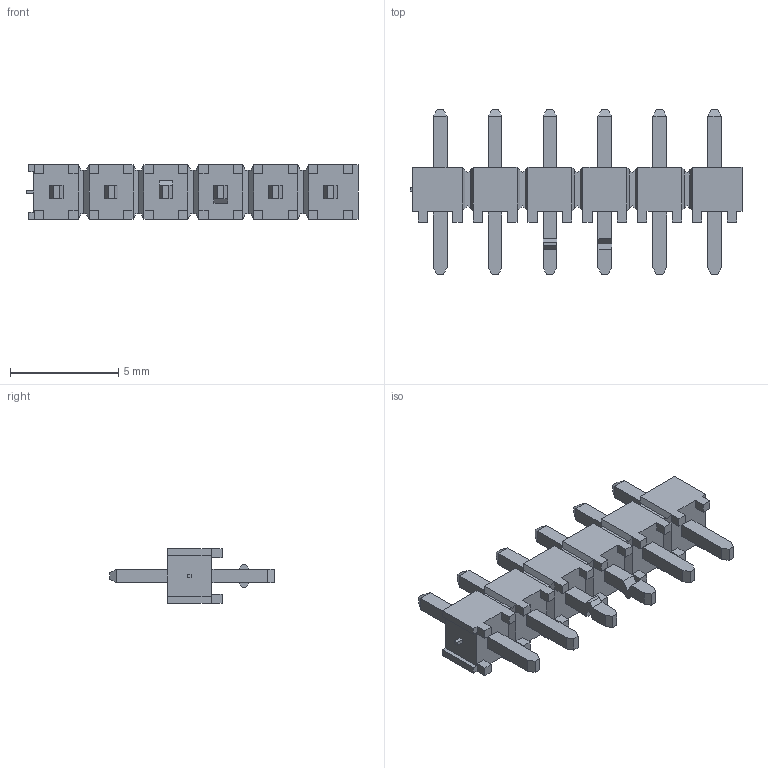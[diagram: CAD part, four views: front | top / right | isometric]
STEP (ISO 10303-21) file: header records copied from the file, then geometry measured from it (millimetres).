
FILE_DESCRIPTION(/* description */ ('STEP AP214'),/* implementation_level */ '2;1');
FILE_NAME(/* name */ 'TSW-106-06-F-S-LL',/* time_stamp */ '2023-07-21T01:36:21+02:00',/* author */ ('License CC BY-ND 4.0'),/* organization */ ('CADENAS'),/* preprocessor_version */ 'ST-DEVELOPER v19.3',/* originating_system */ 'PARTsolutions',/* authorisation */ ' ');
FILE_SCHEMA (('AUTOMOTIVE_DESIGN {1 0 10303 214 3 1 1}'));
Length unit declared in the file: inch
Products named in the file (3): TSW-106-06-F-S-LL; T-1S6-18-TSW-1-06-6-S-LL; TSW-106-06-F-S-LL_body
Assembly tree (2 placements, depth 2):
  TSW-106-06-F-S-LL
    T-1S6-18-TSW-1-06-6-S-LL
    TSW-106-06-F-S-LL_body
Bounding box: 15.37 x 7.62 x 2.54 mm (x, y, z)
Volume: 91 mm3; surface area: 342.8 mm2
Topology: 2 solids, 2 shells, 321 faces, 828 edges, 524 vertices
Faces by surface type: plane 321
Entity records: 9552 total; most frequent: CARTESIAN_POINT 1676, ORIENTED_EDGE 1656, DIRECTION 1476, EDGE_CURVE 828, LINE 828, VECTOR 828, VERTEX_POINT 524, EDGE_LOOP 346
